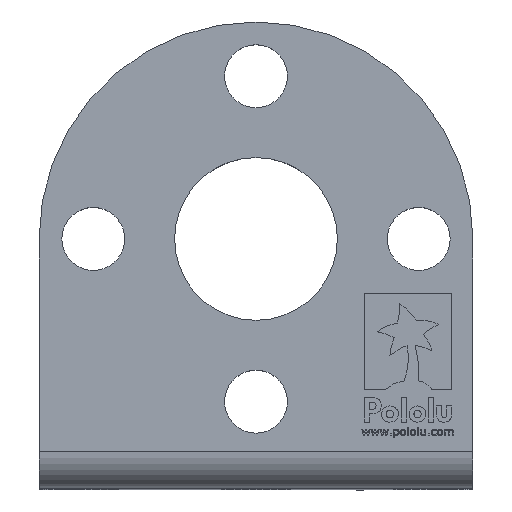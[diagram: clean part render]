
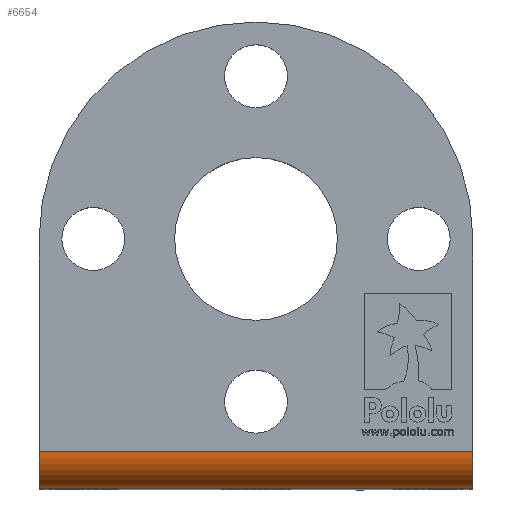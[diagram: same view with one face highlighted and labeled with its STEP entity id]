
A CAD part, top view. The second image highlights one B-rep face of the part: STEP entity #6654.
In plain terms, the highlighted cylindrical face has radius 1.7 mm (diameter 3.4 mm), a partial arc.
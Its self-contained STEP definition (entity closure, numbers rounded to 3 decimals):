
#635 = VECTOR ( 'NONE', #12535, 1000. ) ;
#944 = DIRECTION ( 'NONE',  ( 1., 0., 0. ) ) ;
#1310 = CARTESIAN_POINT ( 'NONE',  ( 9.25, -10.75, 9.8 ) ) ;
#1473 = CYLINDRICAL_SURFACE ( 'NONE', #7835, 1.7 ) ;
#1568 = CARTESIAN_POINT ( 'NONE',  ( -10.75, -9.05, 11.5 ) ) ;
#1580 = VERTEX_POINT ( 'NONE', #1814 ) ;
#1635 = DIRECTION ( 'NONE',  ( -1., 0., 0. ) ) ;
#1814 = CARTESIAN_POINT ( 'NONE',  ( -10.75, -10.75, 9.8 ) ) ;
#2135 = CARTESIAN_POINT ( 'NONE',  ( 9.25, -9.05, 11.5 ) ) ;
#3307 = EDGE_LOOP ( 'NONE', ( #5637, #6073, #9944, #4850 ) ) ;
#4169 = EDGE_CURVE ( 'NONE', #10302, #1580, #13790, .T. ) ;
#4615 = CIRCLE ( 'NONE', #8419, 1.7 ) ;
#4850 = ORIENTED_EDGE ( 'NONE', *, *, #13602, .T. ) ;
#4879 = EDGE_CURVE ( 'NONE', #7741, #8347, #4615, .T. ) ;
#5145 = CARTESIAN_POINT ( 'NONE',  ( 9.25, -9.05, 9.8 ) ) ;
#5637 = ORIENTED_EDGE ( 'NONE', *, *, #4169, .T. ) ;
#6073 = ORIENTED_EDGE ( 'NONE', *, *, #12881, .F. ) ;
#6654 = ADVANCED_FACE ( 'NONE', ( #8955 ), #1473, .T. ) ;
#7080 = CARTESIAN_POINT ( 'NONE',  ( -10.75, -9.05, 9.8 ) ) ;
#7741 = VERTEX_POINT ( 'NONE', #2135 ) ;
#7775 = AXIS2_PLACEMENT_3D ( 'NONE', #7080, #944, #13819 ) ;
#7835 = AXIS2_PLACEMENT_3D ( 'NONE', #9398, #11640, #9167 ) ;
#8347 = VERTEX_POINT ( 'NONE', #1310 ) ;
#8419 = AXIS2_PLACEMENT_3D ( 'NONE', #5145, #8526, #13008 ) ;
#8526 = DIRECTION ( 'NONE',  ( 1., 0., 0. ) ) ;
#8955 = FACE_OUTER_BOUND ( 'NONE', #3307, .T. ) ;
#8958 = CARTESIAN_POINT ( 'NONE',  ( 9.25, -9.05, 11.5 ) ) ;
#9167 = DIRECTION ( 'NONE',  ( 0., 1., 0. ) ) ;
#9398 = CARTESIAN_POINT ( 'NONE',  ( 9.25, -9.05, 9.8 ) ) ;
#9944 = ORIENTED_EDGE ( 'NONE', *, *, #4879, .F. ) ;
#10232 = LINE ( 'NONE', #12913, #13703 ) ;
#10302 = VERTEX_POINT ( 'NONE', #1568 ) ;
#11428 = LINE ( 'NONE', #8958, #635 ) ;
#11640 = DIRECTION ( 'NONE',  ( -1., 0., 0. ) ) ;
#12535 = DIRECTION ( 'NONE',  ( -1., 0., 0. ) ) ;
#12881 = EDGE_CURVE ( 'NONE', #8347, #1580, #10232, .T. ) ;
#12913 = CARTESIAN_POINT ( 'NONE',  ( 9.25, -10.75, 9.8 ) ) ;
#13008 = DIRECTION ( 'NONE',  ( 0., 0., -1. ) ) ;
#13602 = EDGE_CURVE ( 'NONE', #7741, #10302, #11428, .T. ) ;
#13703 = VECTOR ( 'NONE', #1635, 1000. ) ;
#13790 = CIRCLE ( 'NONE', #7775, 1.7 ) ;
#13819 = DIRECTION ( 'NONE',  ( 0., 0., -1. ) ) ;
